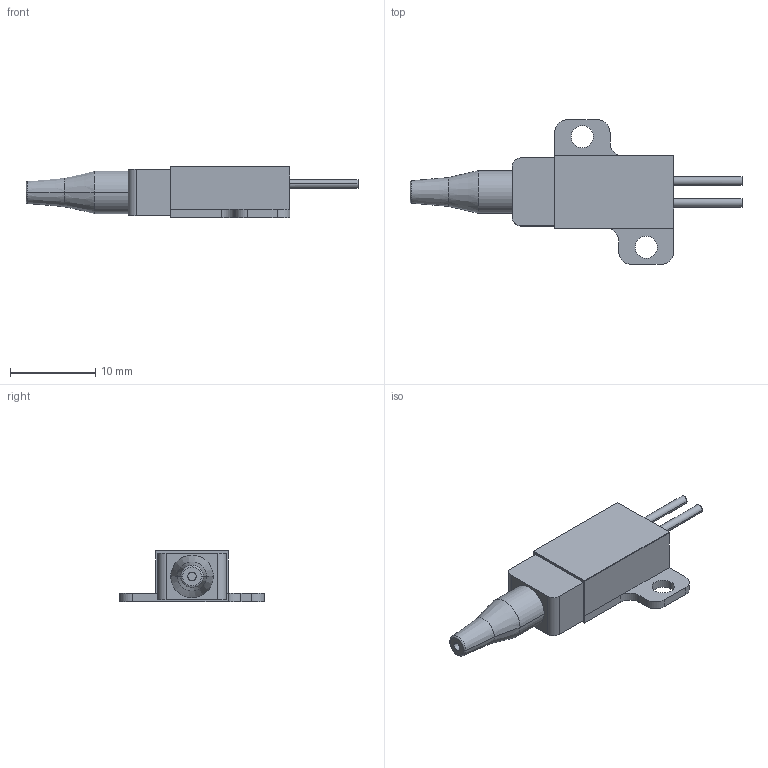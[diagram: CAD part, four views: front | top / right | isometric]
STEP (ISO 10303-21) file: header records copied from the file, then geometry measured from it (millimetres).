
FILE_DESCRIPTION (( 'STEP AP203' ), '1' );
FILE_NAME ('苤謗渀V奪褲-v2.STEP', '2019-07-25T05:25:57', ( '' ), ( '' ), 'SwSTEP 2.0', 'SolidWorks 2014', '' );
FILE_SCHEMA (( 'CONFIG_CONTROL_DESIGN' ));
Length unit declared in the file: millimetre
Products named in the file (1): 苤謗渀V奪褲-v2
Bounding box: 39 x 17 x 6.1 mm (x, y, z)
Surface area: 1085.5 mm2 (no closed solid volume)
Topology: 0 solids, 8 shells, 72 faces, 200 edges, 138 vertices
Faces by surface type: plane 46, cylinder 20, cone 4, torus 2
Entity records: 2412 total; most frequent: CARTESIAN_POINT 447, DIRECTION 400, ORIENTED_EDGE 354, EDGE_CURVE 200, VERTEX_POINT 138, LINE 138, VECTOR 138, AXIS2_PLACEMENT_3D 131
